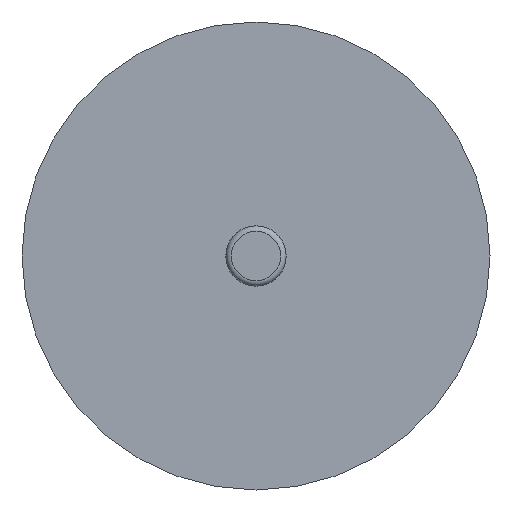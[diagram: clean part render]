
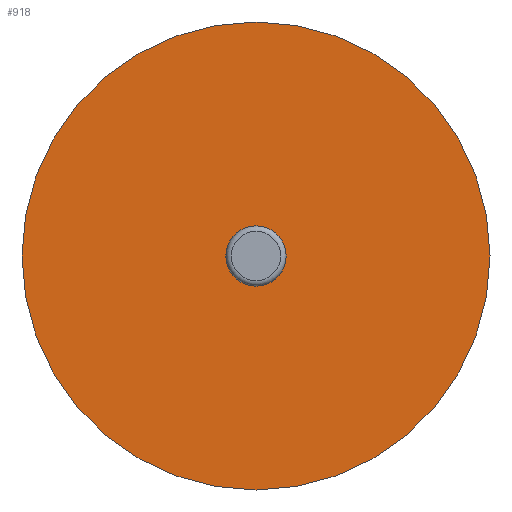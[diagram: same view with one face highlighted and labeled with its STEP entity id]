
A CAD part, front view. The second image highlights one B-rep face of the part: STEP entity #918.
In plain terms, the highlighted planar face has unit normal (0, -1, 0).
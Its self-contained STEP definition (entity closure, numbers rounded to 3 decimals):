
#107=FACE_BOUND('',#241,.T.);
#127=PLANE('',#1045);
#178=FACE_OUTER_BOUND('',#240,.T.);
#240=EDGE_LOOP('',(#811,#812));
#241=EDGE_LOOP('',(#813,#814));
#340=CIRCLE('',#1043,2.757);
#341=CIRCLE('',#1044,2.757);
#342=CIRCLE('',#1046,21.5);
#343=CIRCLE('',#1047,21.5);
#431=VERTEX_POINT('',#1675);
#432=VERTEX_POINT('',#1677);
#433=VERTEX_POINT('',#1681);
#434=VERTEX_POINT('',#1682);
#563=EDGE_CURVE('',#432,#431,#340,.T.);
#564=EDGE_CURVE('',#431,#432,#341,.T.);
#565=EDGE_CURVE('',#433,#434,#342,.T.);
#566=EDGE_CURVE('',#434,#433,#343,.T.);
#811=ORIENTED_EDGE('',*,*,#565,.F.);
#812=ORIENTED_EDGE('',*,*,#566,.F.);
#813=ORIENTED_EDGE('',*,*,#563,.T.);
#814=ORIENTED_EDGE('',*,*,#564,.T.);
#918=ADVANCED_FACE('',(#178,#107),#127,.T.);
#1043=AXIS2_PLACEMENT_3D('',#1678,#1286,#1287);
#1044=AXIS2_PLACEMENT_3D('',#1679,#1288,#1289);
#1045=AXIS2_PLACEMENT_3D('',#1680,#1290,#1291);
#1046=AXIS2_PLACEMENT_3D('',#1683,#1292,#1293);
#1047=AXIS2_PLACEMENT_3D('',#1684,#1294,#1295);
#1286=DIRECTION('center_axis',(0.,1.,0.));
#1287=DIRECTION('ref_axis',(-1.,0.,0.));
#1288=DIRECTION('center_axis',(0.,1.,0.));
#1289=DIRECTION('ref_axis',(-1.,0.,0.));
#1290=DIRECTION('center_axis',(0.,-1.,0.));
#1291=DIRECTION('ref_axis',(0.,0.,-1.));
#1292=DIRECTION('center_axis',(0.,1.,0.));
#1293=DIRECTION('ref_axis',(-1.,0.,0.));
#1294=DIRECTION('center_axis',(0.,1.,0.));
#1295=DIRECTION('ref_axis',(-1.,0.,0.));
#1675=CARTESIAN_POINT('',(2.757,-0.1,0.));
#1677=CARTESIAN_POINT('',(-2.757,-0.1,0.));
#1678=CARTESIAN_POINT('Origin',(0.,-0.1,
0.));
#1679=CARTESIAN_POINT('Origin',(0.,-0.1,
0.));
#1680=CARTESIAN_POINT('Origin',(-12.129,-0.1,0.));
#1681=CARTESIAN_POINT('',(-21.5,-0.1,0.));
#1682=CARTESIAN_POINT('',(21.5,-0.1,0.));
#1683=CARTESIAN_POINT('Origin',(0.,-0.1,
0.));
#1684=CARTESIAN_POINT('Origin',(0.,-0.1,
0.));
